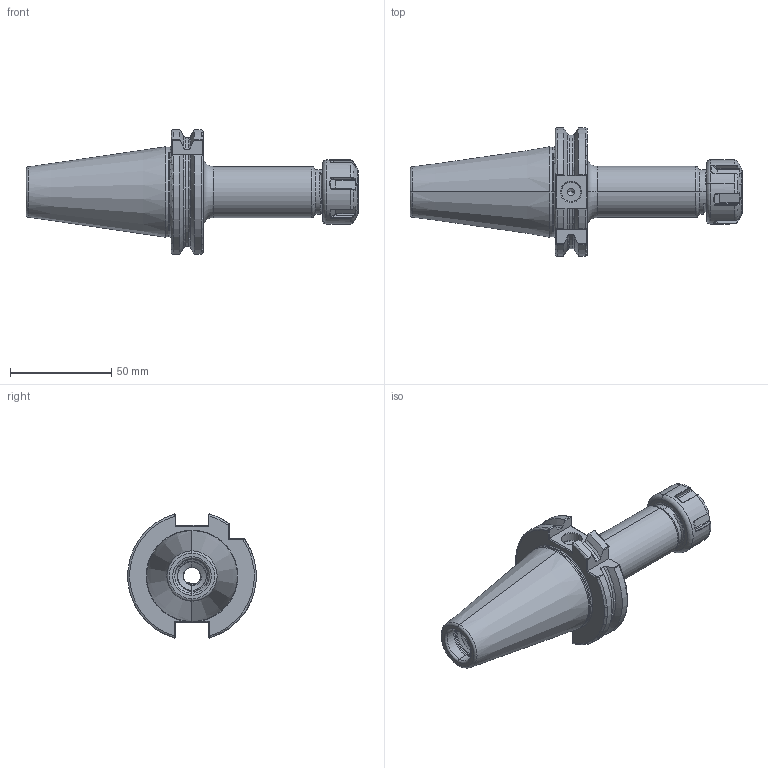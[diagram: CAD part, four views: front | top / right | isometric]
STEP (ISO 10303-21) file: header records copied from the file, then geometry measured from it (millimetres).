
FILE_DESCRIPTION (( 'STEP AP203' ), '1' );
FILE_NAME ('402.02.10.1.STEP', '2016-07-16T02:30:05', ( '' ), ( '' ), 'SwSTEP 2.0', 'SolidWorks 2012', '' );
FILE_SCHEMA (( 'CONFIG_CONTROL_DESIGN' ));
Length unit declared in the file: millimetre
Products named in the file (3): 402.02.10.1; 2-01.100.0160180C7_ER16螺帽(六溝)
Assembly tree (2 placements, depth 2):
  402.02.10.1
    402.02.10.1
    2-01.100.0160180C7_ER16螺帽(六溝)
Bounding box: 163.87 x 63.34 x 61.24 mm (x, y, z)
Volume: 130309.6 mm3; surface area: 35546.7 mm2
Topology: 2 solids, 2 shells, 437 faces, 1116 edges, 676 vertices
Faces by surface type: cylinder 164, plane 87, bspline 83, torus 63, cone 40
Entity records: 27351 total; most frequent: CARTESIAN_POINT 18049, ORIENTED_EDGE 2212, DIRECTION 1464, EDGE_CURVE 1106, VERTEX_POINT 676, AXIS2_PLACEMENT_3D 569, EDGE_LOOP 444, ADVANCED_FACE 437
